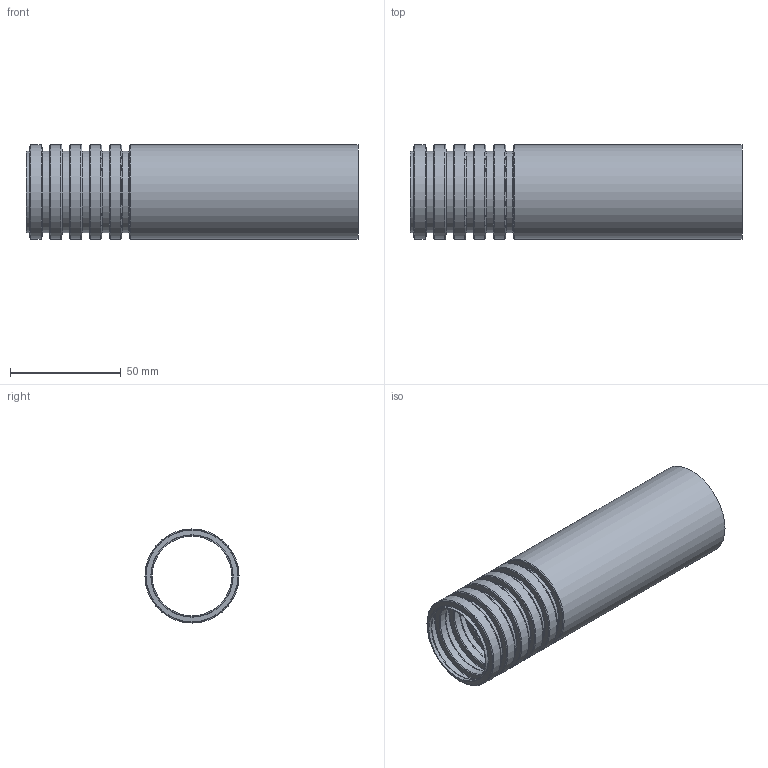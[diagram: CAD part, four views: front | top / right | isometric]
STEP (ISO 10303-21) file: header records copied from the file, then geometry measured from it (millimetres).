
FILE_DESCRIPTION( ( 'STEP AP203' ), '1' );
FILE_NAME( 'ROHRflex PA 12-F 0249.232.036.stp', '2020-03-09T14:30:25', ( '' ), ( '' ), ' ', 'PARTsolutions', ' ' );
FILE_SCHEMA( ( 'CONFIG_CONTROL_DESIGN' ) );
Length unit declared in the file: millimetre
Products named in the file (1): _ROHRflex PA 12-F 0249.232.036
Bounding box: 150 x 42.5 x 42.5 mm (x, y, z)
Volume: 45037.9 mm3; surface area: 43975.5 mm2
Topology: 1 solids, 1 shells, 88 faces, 174 edges, 88 vertices
Faces by surface type: torus 42, cylinder 23, cone 21, plane 2
Full cylindrical faces by diameter (mm): 36 x6, 36.8 x6, 41.7 x5, 42.5 x6
Entity records: 1812 total; most frequent: DIRECTION 354, CARTESIAN_POINT 265, AXIS2_PLACEMENT_3D 177, EDGE_LOOP 176, ORIENTED_EDGE 176, FACE_OUTER_BOUND 153, ADVANCED_FACE 88, EDGE_CURVE 88
